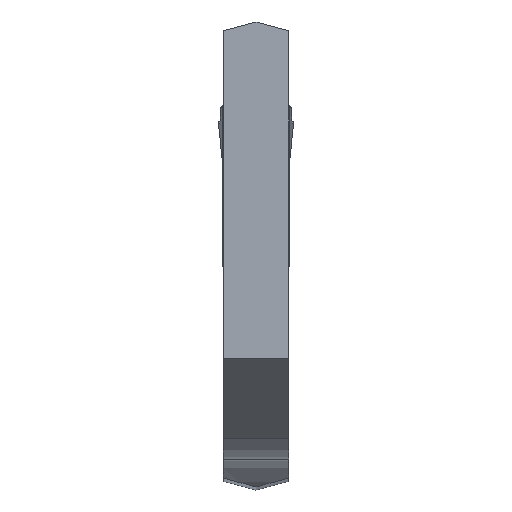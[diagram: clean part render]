
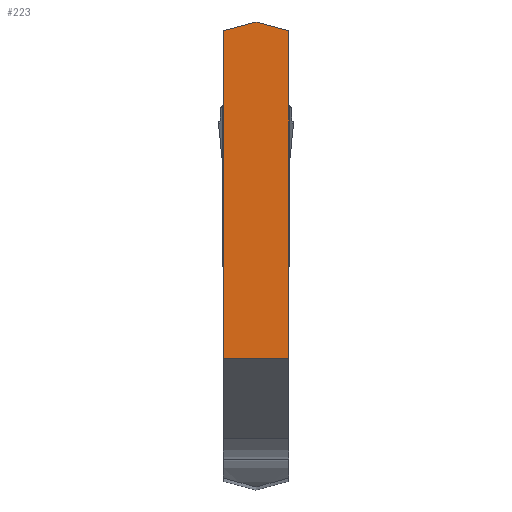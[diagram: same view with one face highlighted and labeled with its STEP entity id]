
A CAD part, top view. The second image highlights one B-rep face of the part: STEP entity #223.
In plain terms, the highlighted planar face has unit normal (0, 0, 1).
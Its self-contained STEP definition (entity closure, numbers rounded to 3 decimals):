
#223=ADVANCED_FACE('S0',(#331),#296,.T.);
#296=PLANE('',#1563);
#331=FACE_OUTER_BOUND('',#404,.T.);
#404=EDGE_LOOP('',(#477,#478,#479,#480,#481));
#477=ORIENTED_EDGE('',*,*,#1017,.T.);
#478=ORIENTED_EDGE('',*,*,#1018,.T.);
#479=ORIENTED_EDGE('',*,*,#1019,.F.);
#480=ORIENTED_EDGE('',*,*,#1020,.F.);
#481=ORIENTED_EDGE('',*,*,#1021,.F.);
#883=VERTEX_POINT('',#2071);
#884=VERTEX_POINT('',#2072);
#885=VERTEX_POINT('',#2074);
#886=VERTEX_POINT('',#2076);
#887=VERTEX_POINT('',#2078);
#1017=EDGE_CURVE('',#883,#884,#1220,.T.);
#1018=EDGE_CURVE('',#884,#885,#1221,.T.);
#1019=EDGE_CURVE('',#886,#885,#1222,.T.);
#1020=EDGE_CURVE('',#887,#886,#1223,.T.);
#1021=EDGE_CURVE('',#883,#887,#1224,.T.);
#1220=LINE('',#2070,#1345);
#1221=LINE('',#2073,#1346);
#1222=LINE('',#2075,#1347);
#1223=LINE('',#2077,#1348);
#1224=LINE('',#2079,#1349);
#1345=VECTOR('',#1690,1.);
#1346=VECTOR('',#1691,1.);
#1347=VECTOR('',#1692,1.);
#1348=VECTOR('',#1693,1.);
#1349=VECTOR('',#1694,1.);
#1563=AXIS2_PLACEMENT_3D('',#2080,#1695,#1696);
#1690=DIRECTION('',(-0.966,0.259,0.));
#1691=DIRECTION('',(-0.966,-0.259,0.));
#1692=DIRECTION('',(0.,1.,0.));
#1693=DIRECTION('',(-1.,0.,0.));
#1694=DIRECTION('',(0.,-1.,0.));
#1695=DIRECTION('',(0.,0.,1.));
#1696=DIRECTION('',(-1.,0.,0.));
#2070=CARTESIAN_POINT('',(0.,30.734,0.));
#2071=CARTESIAN_POINT('',(0.,30.734,0.));
#2072=CARTESIAN_POINT('',(-2.175,31.317,0.));
#2073=CARTESIAN_POINT('',(-2.175,31.317,0.));
#2074=CARTESIAN_POINT('',(-4.35,30.734,0.));
#2075=CARTESIAN_POINT('',(-4.35,36.25,0.));
#2076=CARTESIAN_POINT('',(-4.35,9.03,0.));
#2077=CARTESIAN_POINT('',(107.825,9.03,0.));
#2078=CARTESIAN_POINT('',(0.,9.03,0.));
#2079=CARTESIAN_POINT('',(0.,-4.35,0.));
#2080=CARTESIAN_POINT('',(147.825,141.9,0.));
